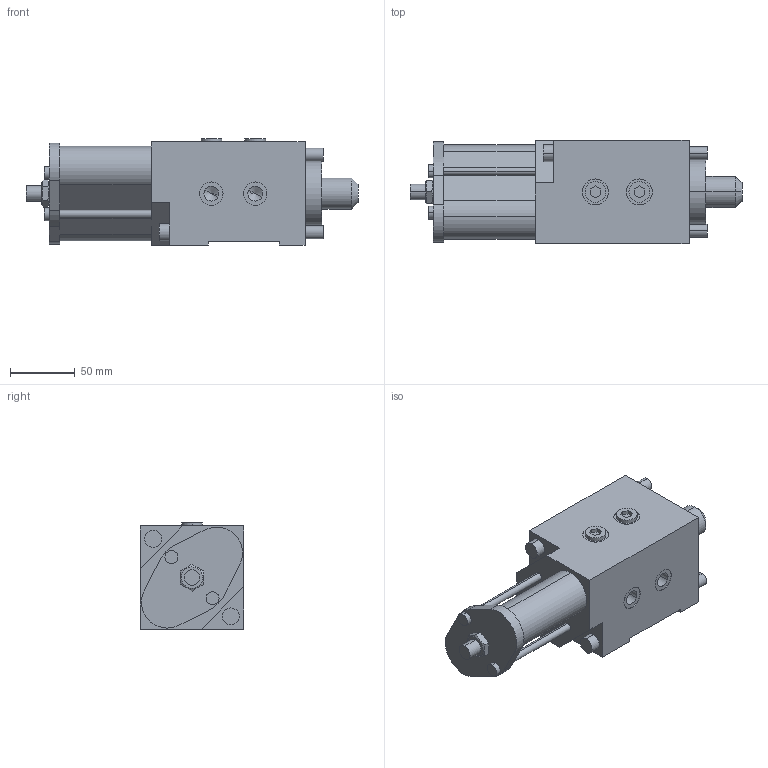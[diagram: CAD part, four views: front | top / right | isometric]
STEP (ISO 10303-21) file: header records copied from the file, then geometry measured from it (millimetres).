
FILE_DESCRIPTION(('CATIA V5 STEP Exchange'),'2;1');
FILE_NAME('SA_50_25_25_T01_TUENKERS.stp','2014-08-20T14:56:03+00:00',('none'),('none'),'CATIA Version 5 Release 19 SP 9 (IN-10)','CATIA V5 STEP AP203','none');
FILE_SCHEMA(('CONFIG_CONTROL_DESIGN'));
Length unit declared in the file: millimetre
Products named in the file (1): SA_50_25_25_T01_TUENKERS
Bounding box: 257 x 80 x 82.5 mm (x, y, z)
Volume: 1011021.1 mm3; surface area: 82680.5 mm2
Topology: 1 solids, 1 shells, 306 faces, 780 edges, 506 vertices
Faces by surface type: plane 178, cylinder 101, cone 22, extrusion 5
Entity records: 8626 total; most frequent: CARTESIAN_POINT 1669, ORIENTED_EDGE 1528, DIRECTION 1163, EDGE_CURVE 764, VECTOR 535, LINE 530, VERTEX_POINT 506, AXIS2_PLACEMENT_3D 419
